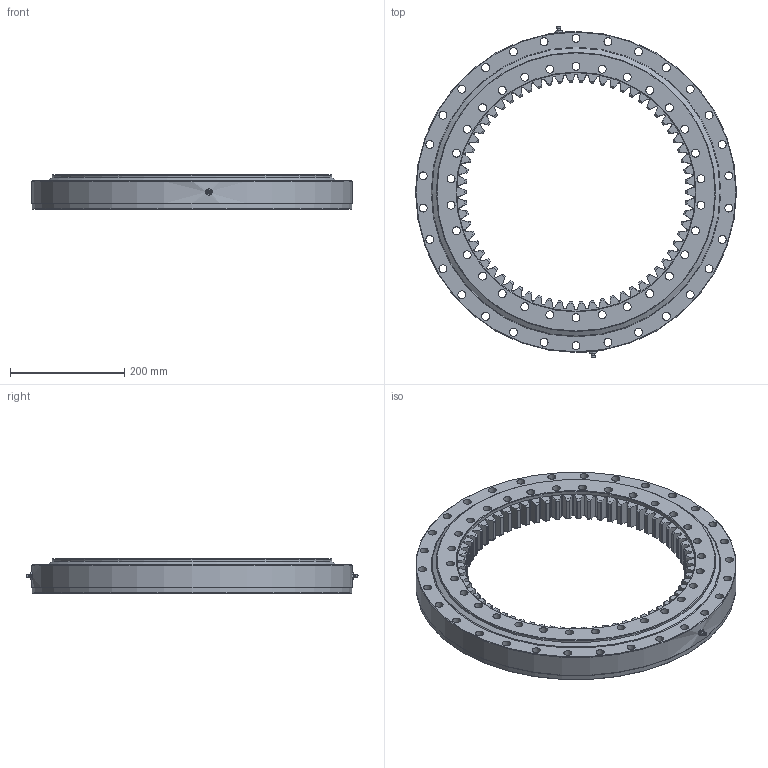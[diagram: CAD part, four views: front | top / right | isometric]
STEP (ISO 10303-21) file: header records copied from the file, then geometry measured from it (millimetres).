
FILE_DESCRIPTION (( 'STEP AP214' ), '1' );
FILE_NAME ('I.562.25.15.D.1.STEP', '2019-07-16T14:57:48', ( '' ), ( '' ), 'SwSTEP 2.0', 'SolidWorks 2016', '' );
FILE_SCHEMA (( 'AUTOMOTIVE_DESIGN' ));
Length unit declared in the file: millimetre
Products named in the file (7): Grease nipple M10x1mm; B.562.B25B.C1N.1 - OR; I.562.25.15.D.1; B.562.B25B.C1N.1 - OR Seal; B.562.B25B.C1N.1 - IR Seal; Ball D25; B.562.B25B.C1N.1 - IR
Assembly tree (58 placements, depth 2):
  I.562.25.15.D.1
    B.562.B25B.C1N.1 - IR
    B.562.B25B.C1N.1 - OR
    Ball D25  x52
    B.562.B25B.C1N.1 - IR Seal
    B.562.B25B.C1N.1 - OR Seal
    Grease nipple M10x1mm  x2
Bounding box: 562 x 581.32 x 60 mm (x, y, z)
Volume: 5244406.7 mm3; surface area: 1004195.4 mm2
Topology: 58 solids, 58 shells, 1017 faces, 2941 edges, 1946 vertices
Faces by surface type: bspline 330, plane 300, cone 175, cylinder 147, sphere 52, torus 13
Full cylindrical faces by diameter (mm): 3 x2, 5 x2, 9 x2, 10 x2, 14 x60, 418 x1, 475 x2, 486 x1, 489 x4, 492 x1, 503 x2, 560 x1, 562 x1
Entity records: 34796 total; most frequent: CARTESIAN_POINT 12028, ORIENTED_EDGE 5226, DIRECTION 3456, EDGE_CURVE 2613, VERTEX_POINT 1799, LINE 1194, VECTOR 1194, EDGE_LOOP 1186
